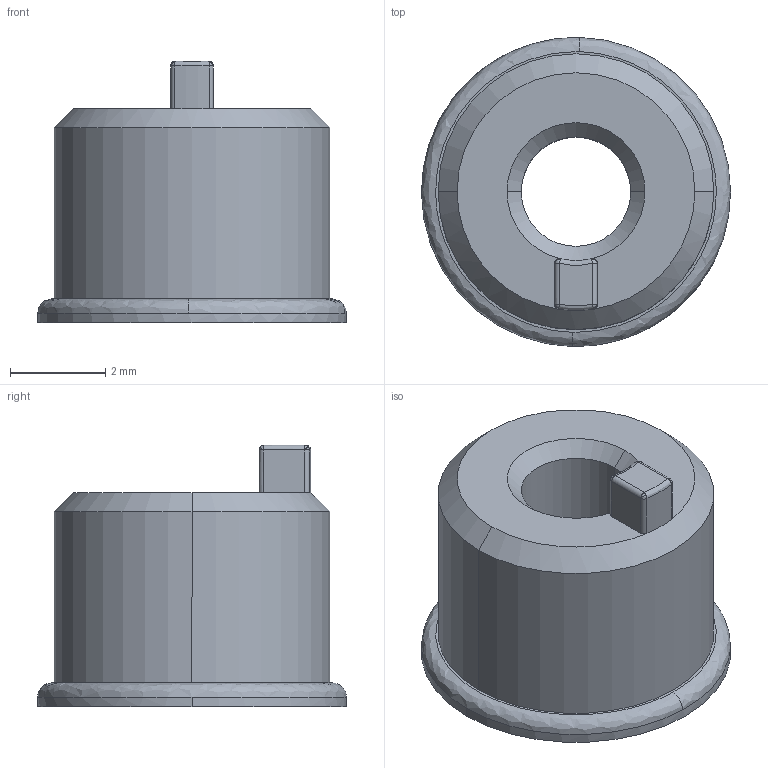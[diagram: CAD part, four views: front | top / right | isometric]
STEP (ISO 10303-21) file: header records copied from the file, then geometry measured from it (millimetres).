
FILE_DESCRIPTION (( 'STEP AP203' ), '1' );
FILE_NAME ('ASSY_GEAR-WHEEL___DUMMY_Défaut_sldprt.STEP', '2020-08-31T14:55:42', ( '' ), ( '' ), 'SwSTEP 2.0', 'SolidWorks 2020', '' );
FILE_SCHEMA (( 'CONFIG_CONTROL_DESIGN' ));
Length unit declared in the file: millimetre
Products named in the file (1): ASSY_GEAR-WHEEL___DUMMY_Défaut_sldprt
Bounding box: 6.5 x 6.5 x 5.5 mm (x, y, z)
Volume: 102.4 mm3; surface area: 169 mm2
Topology: 1 solids, 1 shells, 36 faces, 92 edges, 50 vertices
Faces by surface type: cylinder 14, bspline 12, plane 6, cone 4
Entity records: 1346 total; most frequent: CARTESIAN_POINT 477, DIRECTION 170, ORIENTED_EDGE 168, EDGE_CURVE 84, AXIS2_PLACEMENT_3D 73, VERTEX_POINT 50, CIRCLE 48, EDGE_LOOP 38
